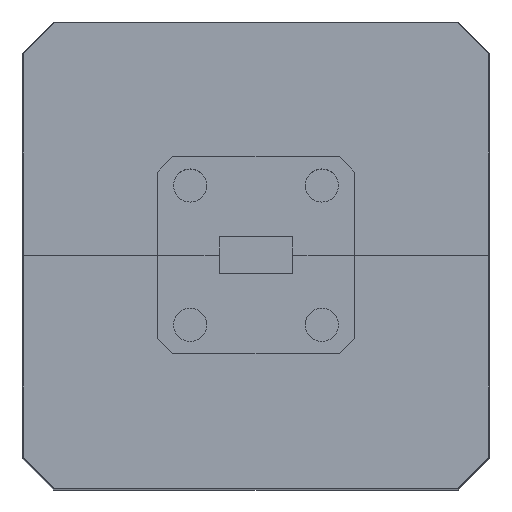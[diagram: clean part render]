
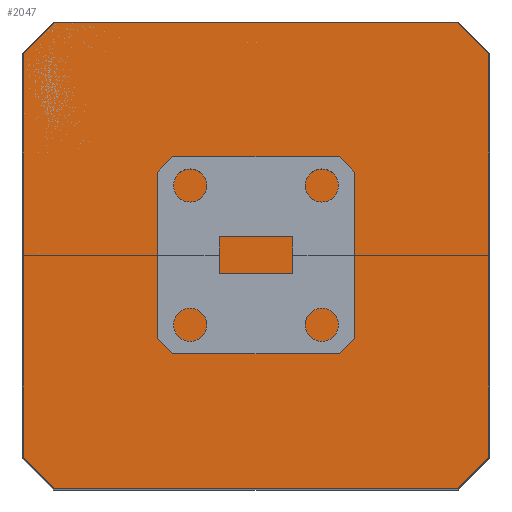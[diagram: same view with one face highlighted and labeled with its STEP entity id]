
A CAD part, top view. The second image highlights one B-rep face of the part: STEP entity #2047.
In plain terms, the highlighted planar face has unit normal (0, 0, 1).
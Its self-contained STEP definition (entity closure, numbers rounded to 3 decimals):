
#7 = DIRECTION ( 'NONE',  ( 0., 0., 1. ) ) ;
#60 = CARTESIAN_POINT ( 'NONE',  ( 19.55, 22.55, -15. ) ) ;
#138 = LINE ( 'NONE', #2515, #1854 ) ;
#166 = DIRECTION ( 'NONE',  ( -1., 0., 0. ) ) ;
#172 = EDGE_CURVE ( 'NONE', #1222, #1612, #2683, .T. ) ;
#215 = EDGE_CURVE ( 'NONE', #2784, #1222, #138, .T. ) ;
#306 = DIRECTION ( 'NONE',  ( -0.707, 0.707, 0. ) ) ;
#311 = VECTOR ( 'NONE', #166, 1000. ) ;
#388 = ORIENTED_EDGE ( 'NONE', *, *, #671, .T. ) ;
#402 = CARTESIAN_POINT ( 'NONE',  ( -19.55, -22.55, -15. ) ) ;
#458 = VERTEX_POINT ( 'NONE', #2979 ) ;
#509 = ORIENTED_EDGE ( 'NONE', *, *, #215, .T. ) ;
#513 = CARTESIAN_POINT ( 'NONE',  ( 0., -22.55, -15. ) ) ;
#671 = EDGE_CURVE ( 'NONE', #786, #2573, #987, .T. ) ;
#786 = VERTEX_POINT ( 'NONE', #1852 ) ;
#813 = CARTESIAN_POINT ( 'NONE',  ( 22.55, -19.55, -15. ) ) ;
#817 = DIRECTION ( 'NONE',  ( 0.707, 0.707, 0. ) ) ;
#846 = ORIENTED_EDGE ( 'NONE', *, *, #3017, .T. ) ;
#860 = CARTESIAN_POINT ( 'NONE',  ( 0., 22.55, -15. ) ) ;
#902 = LINE ( 'NONE', #2333, #1864 ) ;
#940 = FACE_OUTER_BOUND ( 'NONE', #2868, .T. ) ;
#987 = LINE ( 'NONE', #2416, #2524 ) ;
#1014 = DIRECTION ( 'NONE',  ( 0., -1., 0. ) ) ;
#1073 = LINE ( 'NONE', #1364, #1888 ) ;
#1084 = LINE ( 'NONE', #860, #311 ) ;
#1220 = EDGE_CURVE ( 'NONE', #458, #1373, #902, .T. ) ;
#1222 = VERTEX_POINT ( 'NONE', #402 ) ;
#1239 = EDGE_CURVE ( 'NONE', #2573, #458, #1084, .T. ) ;
#1253 = ORIENTED_EDGE ( 'NONE', *, *, #172, .T. ) ;
#1364 = CARTESIAN_POINT ( 'NONE',  ( 22.55, 0., -15. ) ) ;
#1373 = VERTEX_POINT ( 'NONE', #1392 ) ;
#1392 = CARTESIAN_POINT ( 'NONE',  ( -22.55, 19.55, -15. ) ) ;
#1475 = VECTOR ( 'NONE', #1014, 1000. ) ;
#1476 = PLANE ( 'NONE',  #2941 ) ;
#1504 = VECTOR ( 'NONE', #1546, 1000. ) ;
#1546 = DIRECTION ( 'NONE',  ( 1., 0., 0. ) ) ;
#1612 = VERTEX_POINT ( 'NONE', #1935 ) ;
#1726 = LINE ( 'NONE', #2234, #1475 ) ;
#1740 = VECTOR ( 'NONE', #817, 1000. ) ;
#1780 = CARTESIAN_POINT ( 'NONE',  ( -22.55, -19.55, -15. ) ) ;
#1818 = VERTEX_POINT ( 'NONE', #813 ) ;
#1852 = CARTESIAN_POINT ( 'NONE',  ( 22.55, 19.55, -15. ) ) ;
#1854 = VECTOR ( 'NONE', #2544, 1000. ) ;
#1864 = VECTOR ( 'NONE', #3030, 1000. ) ;
#1888 = VECTOR ( 'NONE', #2082, 1000. ) ;
#1935 = CARTESIAN_POINT ( 'NONE',  ( 19.55, -22.55, -15. ) ) ;
#2047 = ADVANCED_FACE ( 'NONE', ( #940 ), #1476, .T. ) ;
#2082 = DIRECTION ( 'NONE',  ( 0., 1., 0. ) ) ;
#2176 = CARTESIAN_POINT ( 'NONE',  ( 0., 0., -15. ) ) ;
#2234 = CARTESIAN_POINT ( 'NONE',  ( -22.55, 0., -15. ) ) ;
#2249 = LINE ( 'NONE', #2986, #1740 ) ;
#2267 = ORIENTED_EDGE ( 'NONE', *, *, #1239, .T. ) ;
#2304 = ORIENTED_EDGE ( 'NONE', *, *, #2559, .T. ) ;
#2333 = CARTESIAN_POINT ( 'NONE',  ( -19.55, 22.55, -15. ) ) ;
#2416 = CARTESIAN_POINT ( 'NONE',  ( 22.55, 19.55, -15. ) ) ;
#2515 = CARTESIAN_POINT ( 'NONE',  ( -22.55, -19.55, -15. ) ) ;
#2524 = VECTOR ( 'NONE', #306, 1000. ) ;
#2544 = DIRECTION ( 'NONE',  ( 0.707, -0.707, 0. ) ) ;
#2559 = EDGE_CURVE ( 'NONE', #1612, #1818, #2249, .T. ) ;
#2565 = ORIENTED_EDGE ( 'NONE', *, *, #2825, .T. ) ;
#2573 = VERTEX_POINT ( 'NONE', #60 ) ;
#2683 = LINE ( 'NONE', #513, #1504 ) ;
#2784 = VERTEX_POINT ( 'NONE', #1780 ) ;
#2825 = EDGE_CURVE ( 'NONE', #1818, #786, #1073, .T. ) ;
#2868 = EDGE_LOOP ( 'NONE', ( #2267, #3028, #846, #509, #1253, #2304, #2565, #388 ) ) ;
#2941 = AXIS2_PLACEMENT_3D ( 'NONE', #2176, #7, #3111 ) ;
#2979 = CARTESIAN_POINT ( 'NONE',  ( -19.55, 22.55, -15. ) ) ;
#2986 = CARTESIAN_POINT ( 'NONE',  ( 19.55, -22.55, -15. ) ) ;
#3017 = EDGE_CURVE ( 'NONE', #1373, #2784, #1726, .T. ) ;
#3028 = ORIENTED_EDGE ( 'NONE', *, *, #1220, .T. ) ;
#3030 = DIRECTION ( 'NONE',  ( -0.707, -0.707, 0. ) ) ;
#3111 = DIRECTION ( 'NONE',  ( 1., 0., 0. ) ) ;
